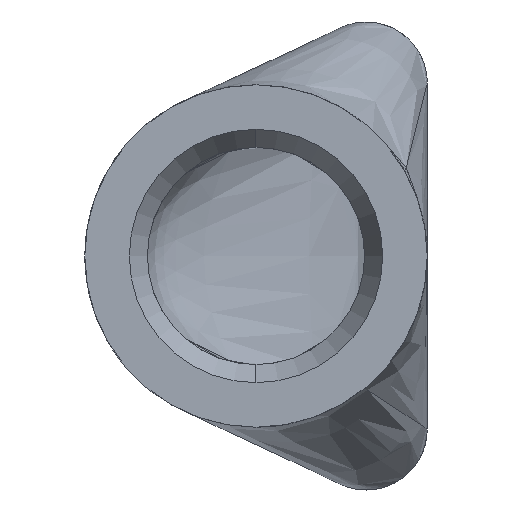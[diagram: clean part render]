
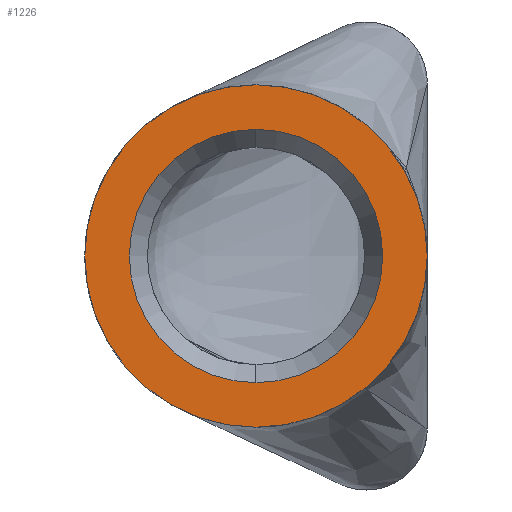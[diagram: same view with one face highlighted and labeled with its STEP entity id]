
A CAD part, left-side view. The second image highlights one B-rep face of the part: STEP entity #1226.
In plain terms, the highlighted planar face has unit normal (-1, 0, 0).
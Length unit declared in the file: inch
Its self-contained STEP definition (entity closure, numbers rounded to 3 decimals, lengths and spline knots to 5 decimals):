
#3 = DIRECTION ( 'NONE',  ( -1., 0., 0. ) ) ;
#34 = CARTESIAN_POINT ( 'NONE',  ( 0., 0.6575, 0.6575 ) ) ;
#53 = AXIS2_PLACEMENT_3D ( 'NONE', #230, #423, #826 ) ;
#139 = DIRECTION ( 'NONE',  ( -1., 0., 0. ) ) ;
#183 = EDGE_CURVE ( 'NONE', #1061, #891, #1135, .T. ) ;
#207 = ORIENTED_EDGE ( 'NONE', *, *, #773, .T. ) ;
#230 = CARTESIAN_POINT ( 'NONE',  ( 0., 0.6575, 0. ) ) ;
#231 = DIRECTION ( 'NONE',  ( 0., 0., 1. ) ) ;
#248 = AXIS2_PLACEMENT_3D ( 'NONE', #971, #3, #560 ) ;
#273 = AXIS2_PLACEMENT_3D ( 'NONE', #1025, #139, #527 ) ;
#278 = EDGE_CURVE ( 'NONE', #891, #1061, #907, .T. ) ;
#312 = DIRECTION ( 'NONE',  ( 0., 0., 1. ) ) ;
#326 = CARTESIAN_POINT ( 'NONE',  ( 0., 0.6575, 0.48628 ) ) ;
#413 = ORIENTED_EDGE ( 'NONE', *, *, #183, .T. ) ;
#423 = DIRECTION ( 'NONE',  ( 1., 0., 0. ) ) ;
#442 = VERTEX_POINT ( 'NONE', #1059 ) ;
#464 = ORIENTED_EDGE ( 'NONE', *, *, #278, .T. ) ;
#495 = DIRECTION ( 'NONE',  ( -1., 0., 0. ) ) ;
#516 = EDGE_LOOP ( 'NONE', ( #464, #413 ) ) ;
#527 = DIRECTION ( 'NONE',  ( 0., 0., 1. ) ) ;
#560 = DIRECTION ( 'NONE',  ( 0., 0., 1. ) ) ;
#582 = AXIS2_PLACEMENT_3D ( 'NONE', #728, #716, #312 ) ;
#631 = CARTESIAN_POINT ( 'NONE',  ( 0., 0.6575, -0.6575 ) ) ;
#716 = DIRECTION ( 'NONE',  ( 1., 0., 0. ) ) ;
#720 = PLANE ( 'NONE',  #273 ) ;
#728 = CARTESIAN_POINT ( 'NONE',  ( 0., 0.6575, 0. ) ) ;
#773 = EDGE_CURVE ( 'NONE', #442, #791, #790, .T. ) ;
#790 = CIRCLE ( 'NONE', #582, 0.48628 ) ;
#791 = VERTEX_POINT ( 'NONE', #326 ) ;
#817 = FACE_OUTER_BOUND ( 'NONE', #516, .T. ) ;
#826 = DIRECTION ( 'NONE',  ( 0., 0., 1. ) ) ;
#864 = CIRCLE ( 'NONE', #53, 0.48628 ) ;
#891 = VERTEX_POINT ( 'NONE', #34 ) ;
#904 = ORIENTED_EDGE ( 'NONE', *, *, #1224, .T. ) ;
#907 = CIRCLE ( 'NONE', #1196, 0.6575 ) ;
#971 = CARTESIAN_POINT ( 'NONE',  ( 0., 0.6575, 0. ) ) ;
#1025 = CARTESIAN_POINT ( 'NONE',  ( 0., 0., 0. ) ) ;
#1059 = CARTESIAN_POINT ( 'NONE',  ( 0., 0.6575, -0.48628 ) ) ;
#1061 = VERTEX_POINT ( 'NONE', #631 ) ;
#1092 = CARTESIAN_POINT ( 'NONE',  ( 0., 0.6575, 0. ) ) ;
#1135 = CIRCLE ( 'NONE', #248, 0.6575 ) ;
#1196 = AXIS2_PLACEMENT_3D ( 'NONE', #1092, #495, #231 ) ;
#1219 = FACE_BOUND ( 'NONE', #1221, .T. ) ;
#1221 = EDGE_LOOP ( 'NONE', ( #904, #207 ) ) ;
#1224 = EDGE_CURVE ( 'NONE', #791, #442, #864, .T. ) ;
#1226 = ADVANCED_FACE ( 'NONE', ( #1219, #817 ), #720, .T. ) ;
